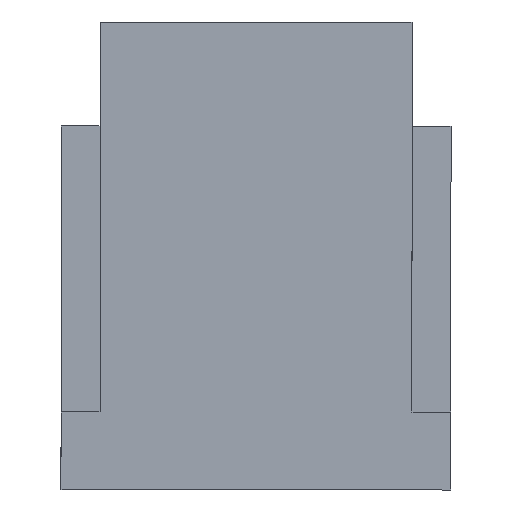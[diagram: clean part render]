
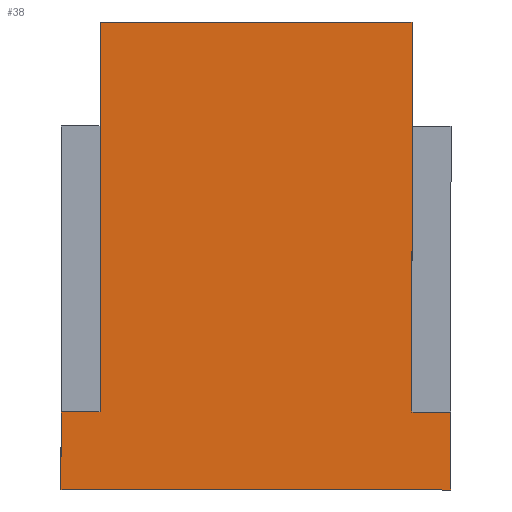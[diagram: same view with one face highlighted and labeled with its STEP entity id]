
A CAD part, front view. The second image highlights one B-rep face of the part: STEP entity #38.
In plain terms, the highlighted planar face has unit normal (0, -1, 0).
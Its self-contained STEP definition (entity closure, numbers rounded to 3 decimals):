
#3 = ORIENTED_EDGE ( 'NONE', *, *, #4, .T. ) ;
#4 = EDGE_CURVE ( 'NONE', #14, #7, #1007, .T. ) ;
#6 = ORIENTED_EDGE ( 'NONE', *, *, #107, .T. ) ;
#7 = VERTEX_POINT ( 'NONE', #986 ) ;
#13 = VERTEX_POINT ( 'NONE', #968 ) ;
#14 = VERTEX_POINT ( 'NONE', #967 ) ;
#15 = VERTEX_POINT ( 'NONE', #966 ) ;
#16 = EDGE_CURVE ( 'NONE', #14, #15, #965, .T. ) ;
#17 = ORIENTED_EDGE ( 'NONE', *, *, #16, .F. ) ;
#18 = VERTEX_POINT ( 'NONE', #961 ) ;
#19 = EDGE_CURVE ( 'NONE', #15, #18, #960, .T. ) ;
#20 = ORIENTED_EDGE ( 'NONE', *, *, #19, .F. ) ;
#21 = ORIENTED_EDGE ( 'NONE', *, *, #24, .T. ) ;
#24 = EDGE_CURVE ( 'NONE', #46, #18, #956, .T. ) ;
#38 = ADVANCED_FACE ( 'NONE', ( #1179 ), #1402, .F. ) ;
#39 = EDGE_LOOP ( 'NONE', ( #40, #44, #21, #20, #17, #3, #6, #105 ) ) ;
#40 = ORIENTED_EDGE ( 'NONE', *, *, #41, .T. ) ;
#41 = EDGE_CURVE ( 'NONE', #42, #43, #1397, .T. ) ;
#42 = VERTEX_POINT ( 'NONE', #1393 ) ;
#43 = VERTEX_POINT ( 'NONE', #1392 ) ;
#44 = ORIENTED_EDGE ( 'NONE', *, *, #45, .T. ) ;
#45 = EDGE_CURVE ( 'NONE', #43, #46, #1391, .T. ) ;
#46 = VERTEX_POINT ( 'NONE', #1387 ) ;
#103 = EDGE_CURVE ( 'NONE', #13, #42, #1431, .T. ) ;
#105 = ORIENTED_EDGE ( 'NONE', *, *, #103, .T. ) ;
#107 = EDGE_CURVE ( 'NONE', #7, #13, #1427, .T. ) ;
#953 = DIRECTION ( 'NONE',  ( 0., 0., -1. ) ) ;
#954 = VECTOR ( 'NONE', #953, 1000. ) ;
#955 = CARTESIAN_POINT ( 'NONE',  ( -3.3, 0., -1.8 ) ) ;
#956 = LINE ( 'NONE', #955, #954 ) ;
#957 = DIRECTION ( 'NONE',  ( -1., 0., 0. ) ) ;
#958 = VECTOR ( 'NONE', #957, 1000. ) ;
#959 = CARTESIAN_POINT ( 'NONE',  ( -0.3, 0., -1.8 ) ) ;
#960 = LINE ( 'NONE', #959, #958 ) ;
#961 = CARTESIAN_POINT ( 'NONE',  ( -3.3, 0., -1.8 ) ) ;
#962 = DIRECTION ( 'NONE',  ( 0., 0., -1. ) ) ;
#963 = VECTOR ( 'NONE', #962, 1000. ) ;
#964 = CARTESIAN_POINT ( 'NONE',  ( -0.3, 0., -1.8 ) ) ;
#965 = LINE ( 'NONE', #964, #963 ) ;
#966 = CARTESIAN_POINT ( 'NONE',  ( -0.3, 0., -1.8 ) ) ;
#967 = CARTESIAN_POINT ( 'NONE',  ( -0.3, 0., -1.2 ) ) ;
#968 = CARTESIAN_POINT ( 'NONE',  ( -0.6, 0., 1.8 ) ) ;
#986 = CARTESIAN_POINT ( 'NONE',  ( -0.6, 0., -1.2 ) ) ;
#1000 = DIRECTION ( 'NONE',  ( -1., 0., 0. ) ) ;
#1001 = VECTOR ( 'NONE', #1000, 1000. ) ;
#1002 = CARTESIAN_POINT ( 'NONE',  ( -0.3, 0., -1.2 ) ) ;
#1007 = LINE ( 'NONE', #1002, #1001 ) ;
#1179 = FACE_OUTER_BOUND ( 'NONE', #39, .T. ) ;
#1387 = CARTESIAN_POINT ( 'NONE',  ( -3.3, 0., -1.2 ) ) ;
#1388 = DIRECTION ( 'NONE',  ( -1., 0., 0. ) ) ;
#1389 = VECTOR ( 'NONE', #1388, 1000. ) ;
#1390 = CARTESIAN_POINT ( 'NONE',  ( -3.3, 0., -1.2 ) ) ;
#1391 = LINE ( 'NONE', #1390, #1389 ) ;
#1392 = CARTESIAN_POINT ( 'NONE',  ( -3., 0., -1.2 ) ) ;
#1393 = CARTESIAN_POINT ( 'NONE',  ( -3., 0., 1.8 ) ) ;
#1394 = DIRECTION ( 'NONE',  ( 0., 0., -1. ) ) ;
#1395 = VECTOR ( 'NONE', #1394, 1000. ) ;
#1396 = CARTESIAN_POINT ( 'NONE',  ( -3., 0., 1.8 ) ) ;
#1397 = LINE ( 'NONE', #1396, #1395 ) ;
#1398 = DIRECTION ( 'NONE',  ( 0., 0., 1. ) ) ;
#1399 = DIRECTION ( 'NONE',  ( 0., 1., 0. ) ) ;
#1400 = CARTESIAN_POINT ( 'NONE',  ( -0.3, 0., -1.8 ) ) ;
#1401 = AXIS2_PLACEMENT_3D ( 'NONE', #1400, #1399, #1398 ) ;
#1402 = PLANE ( 'NONE',  #1401 ) ;
#1424 = DIRECTION ( 'NONE',  ( 0., 0., 1. ) ) ;
#1425 = VECTOR ( 'NONE', #1424, 1000. ) ;
#1426 = CARTESIAN_POINT ( 'NONE',  ( -0.6, 0., 1.8 ) ) ;
#1427 = LINE ( 'NONE', #1426, #1425 ) ;
#1428 = DIRECTION ( 'NONE',  ( -1., 0., 0. ) ) ;
#1429 = VECTOR ( 'NONE', #1428, 1000. ) ;
#1430 = CARTESIAN_POINT ( 'NONE',  ( -0.3, 0., 1.8 ) ) ;
#1431 = LINE ( 'NONE', #1430, #1429 ) ;
